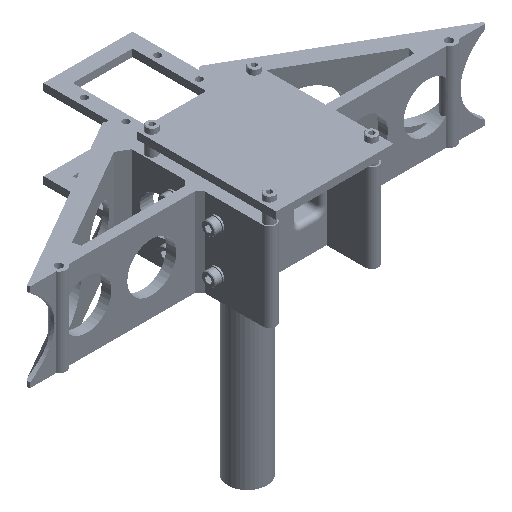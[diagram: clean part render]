
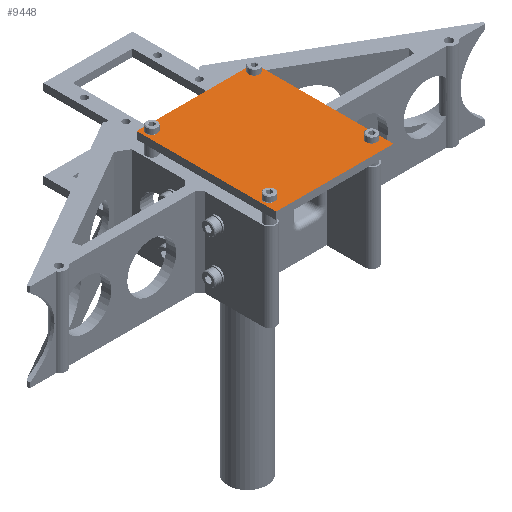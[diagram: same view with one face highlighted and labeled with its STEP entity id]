
A CAD part, isometric view. The second image highlights one B-rep face of the part: STEP entity #9448.
In plain terms, the highlighted planar face has unit normal (0, 0, 1).
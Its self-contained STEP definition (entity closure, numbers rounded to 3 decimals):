
#1288=FACE_BOUND('',#2406,.T.);
#1289=FACE_BOUND('',#2407,.T.);
#1290=FACE_BOUND('',#2408,.T.);
#1291=FACE_BOUND('',#2409,.T.);
#1462=CIRCLE('',#10294,2.);
#1464=CIRCLE('',#10297,2.);
#1466=CIRCLE('',#10300,2.);
#1468=CIRCLE('',#10303,2.);
#1840=FACE_OUTER_BOUND('',#2405,.T.);
#2405=EDGE_LOOP('',(#7951,#7952,#7953,#7954));
#2406=EDGE_LOOP('',(#7955));
#2407=EDGE_LOOP('',(#7956));
#2408=EDGE_LOOP('',(#7957));
#2409=EDGE_LOOP('',(#7958));
#3042=LINE('',#20913,#3665);
#3045=LINE('',#20919,#3668);
#3048=LINE('',#20925,#3671);
#3051=LINE('',#20929,#3674);
#3665=VECTOR('',#12107,10.);
#3668=VECTOR('',#12112,10.);
#3671=VECTOR('',#12117,10.);
#3674=VECTOR('',#12122,10.);
#4416=VERTEX_POINT('',#20883);
#4418=VERTEX_POINT('',#20889);
#4420=VERTEX_POINT('',#20895);
#4422=VERTEX_POINT('',#20901);
#4426=VERTEX_POINT('',#20910);
#4427=VERTEX_POINT('',#20912);
#4429=VERTEX_POINT('',#20918);
#4431=VERTEX_POINT('',#20924);
#5637=EDGE_CURVE('',#4416,#4416,#1462,.T.);
#5640=EDGE_CURVE('',#4418,#4418,#1464,.T.);
#5643=EDGE_CURVE('',#4420,#4420,#1466,.T.);
#5646=EDGE_CURVE('',#4422,#4422,#1468,.T.);
#5651=EDGE_CURVE('',#4427,#4426,#3042,.T.);
#5654=EDGE_CURVE('',#4429,#4427,#3045,.T.);
#5657=EDGE_CURVE('',#4431,#4429,#3048,.T.);
#5660=EDGE_CURVE('',#4426,#4431,#3051,.T.);
#7951=ORIENTED_EDGE('',*,*,#5660,.T.);
#7952=ORIENTED_EDGE('',*,*,#5657,.T.);
#7953=ORIENTED_EDGE('',*,*,#5654,.T.);
#7954=ORIENTED_EDGE('',*,*,#5651,.T.);
#7955=ORIENTED_EDGE('',*,*,#5646,.T.);
#7956=ORIENTED_EDGE('',*,*,#5643,.T.);
#7957=ORIENTED_EDGE('',*,*,#5640,.T.);
#7958=ORIENTED_EDGE('',*,*,#5637,.T.);
#9102=PLANE('',#10309);
#9448=ADVANCED_FACE('',(#1840,#1288,#1289,#1290,#1291),#9102,.T.);
#10294=AXIS2_PLACEMENT_3D('',#20884,#12077,#12078);
#10297=AXIS2_PLACEMENT_3D('',#20890,#12084,#12085);
#10300=AXIS2_PLACEMENT_3D('',#20896,#12091,#12092);
#10303=AXIS2_PLACEMENT_3D('',#20902,#12098,#12099);
#10309=AXIS2_PLACEMENT_3D('',#20930,#12123,#12124);
#12077=DIRECTION('center_axis',(0.,0.,-1.));
#12078=DIRECTION('ref_axis',(1.,0.,0.));
#12084=DIRECTION('center_axis',(0.,0.,-1.));
#12085=DIRECTION('ref_axis',(1.,0.,0.));
#12091=DIRECTION('center_axis',(0.,0.,-1.));
#12092=DIRECTION('ref_axis',(1.,0.,0.));
#12098=DIRECTION('center_axis',(0.,0.,-1.));
#12099=DIRECTION('ref_axis',(1.,0.,0.));
#12107=DIRECTION('',(-1.,0.,0.));
#12112=DIRECTION('',(0.,1.,0.));
#12117=DIRECTION('',(1.,0.,0.));
#12122=DIRECTION('',(0.,-1.,0.));
#12123=DIRECTION('center_axis',(0.,0.,1.));
#12124=DIRECTION('ref_axis',(1.,0.,0.));
#20883=CARTESIAN_POINT('',(43.035,51.005,3.));
#20884=CARTESIAN_POINT('Origin',(45.035,51.005,3.));
#20889=CARTESIAN_POINT('',(0.965,51.005,3.));
#20890=CARTESIAN_POINT('Origin',(2.965,51.005,3.));
#20895=CARTESIAN_POINT('',(43.035,2.965,3.));
#20896=CARTESIAN_POINT('Origin',(45.035,2.965,3.));
#20901=CARTESIAN_POINT('',(0.965,2.965,3.));
#20902=CARTESIAN_POINT('Origin',(2.965,2.965,3.));
#20910=CARTESIAN_POINT('',(0.,57.,3.));
#20912=CARTESIAN_POINT('',(48.,57.,3.));
#20913=CARTESIAN_POINT('',(48.,57.,3.));
#20918=CARTESIAN_POINT('',(48.,0.,3.));
#20919=CARTESIAN_POINT('',(48.,0.,3.));
#20924=CARTESIAN_POINT('',(0.,0.,3.));
#20925=CARTESIAN_POINT('',(0.,0.,3.));
#20929=CARTESIAN_POINT('',(0.,57.,3.));
#20930=CARTESIAN_POINT('Origin',(24.,28.5,3.));
